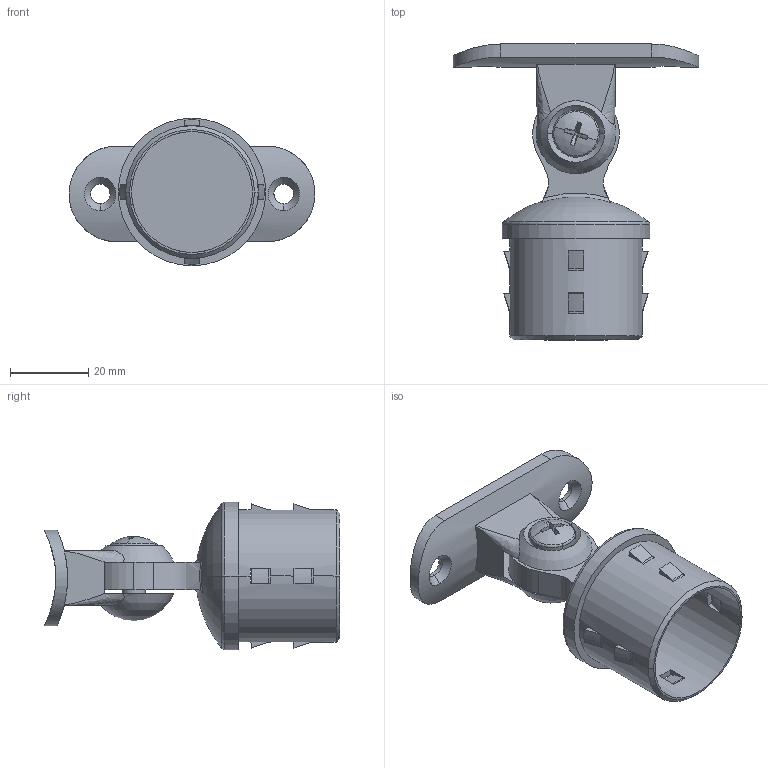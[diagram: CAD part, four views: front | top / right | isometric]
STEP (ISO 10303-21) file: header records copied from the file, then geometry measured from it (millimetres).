
FILE_DESCRIPTION (( 'STEP AP214' ), '1' );
FILE_NAME ('àðò. KRT213.STEP', '2014-06-30T07:15:45', ( '' ), ( '' ), 'SwSTEP 2.0', 'SolidWorks 2014', '' );
FILE_SCHEMA (( 'AUTOMOTIVE_DESIGN' ));
Length unit declared in the file: millimetre
Products named in the file (4): àðò. KRT213.002; àðò. KRT213.001; pan cross head_am_B18.6.7M - M6 x 1.0 x 10 Type I Cross Recessed PHMS --10N; àðò. KRT213
Assembly tree (3 placements, depth 2):
  àðò. KRT213
    àðò. KRT213.001
    àðò. KRT213.002
    pan cross head_am_B18.6.7M - M6 x 1.0 x 10 Type I Cross Recessed PHMS --10N
Bounding box: 63 x 75.8 x 37.8 mm (x, y, z)
Volume: 23562.6 mm3; surface area: 16068.2 mm2
Topology: 3 solids, 3 shells, 165 faces, 461 edges, 295 vertices
Faces by surface type: plane 80, bspline 46, cylinder 25, torus 6, cone 4, sphere 4
Entity records: 8315 total; most frequent: CARTESIAN_POINT 4262, ORIENTED_EDGE 912, DIRECTION 684, EDGE_CURVE 456, VERTEX_POINT 292, AXIS2_PLACEMENT_3D 239, LINE 206, VECTOR 206
